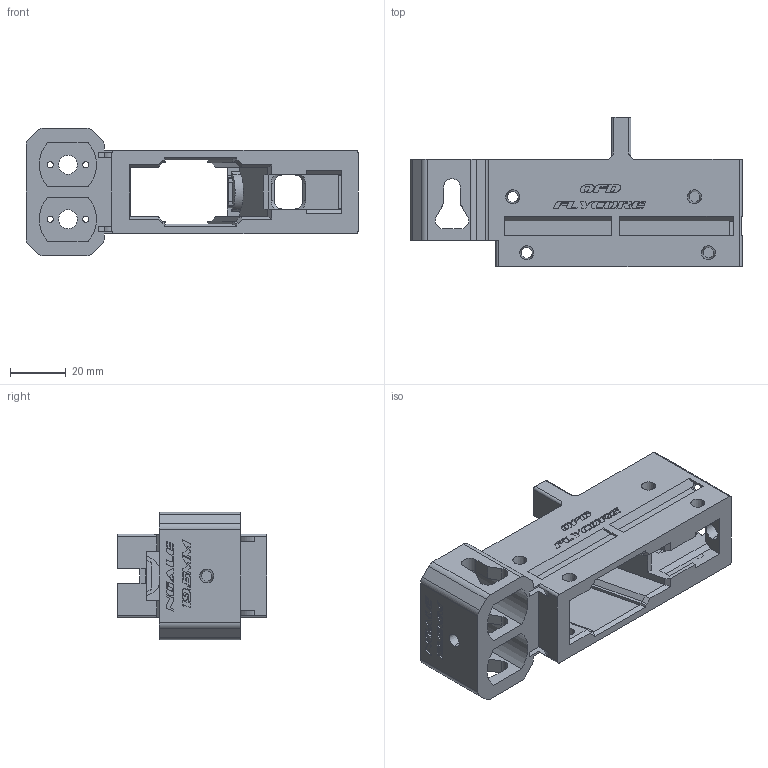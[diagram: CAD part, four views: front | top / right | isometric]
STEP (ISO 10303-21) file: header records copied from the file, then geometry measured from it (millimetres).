
FILE_DESCRIPTION (( 'STEP AP214' ), '1' );
FILE_NAME ('OFD_FLYCORE_ANGLED_NGALE_19.5MM_V1.STEP', '2022-12-07T21:37:42', ( '' ), ( '' ), 'SwSTEP 2.0', 'SolidWorks 2020', '' );
FILE_SCHEMA (( 'AUTOMOTIVE_DESIGN' ));
Length unit declared in the file: millimetre
Products named in the file (1): OFD_FLYCORE_ANGLED_NGALE_19.5MM_V1
Bounding box: 118.75 x 53.5 x 45.7 mm (x, y, z)
Volume: 66654 mm3; surface area: 32097.1 mm2
Topology: 1 solids, 1 shells, 825 faces, 2357 edges, 1565 vertices
Faces by surface type: plane 429, bspline 291, cylinder 75, cone 30
Entity records: 34787 total; most frequent: CARTESIAN_POINT 15028, ORIENTED_EDGE 4714, DIRECTION 3011, EDGE_CURVE 2357, VERTEX_POINT 1565, VECTOR 1551, LINE 1551, EDGE_LOOP 904
